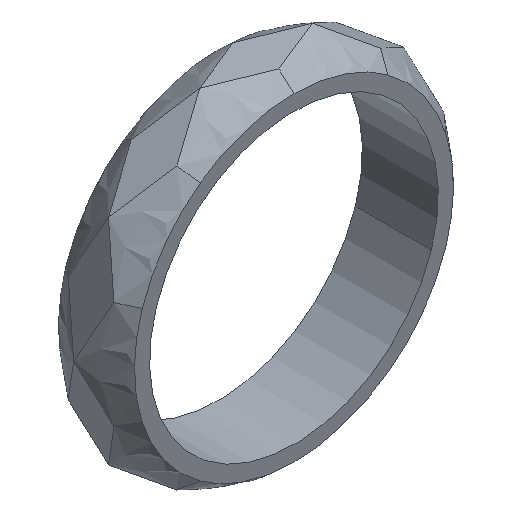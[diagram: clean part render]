
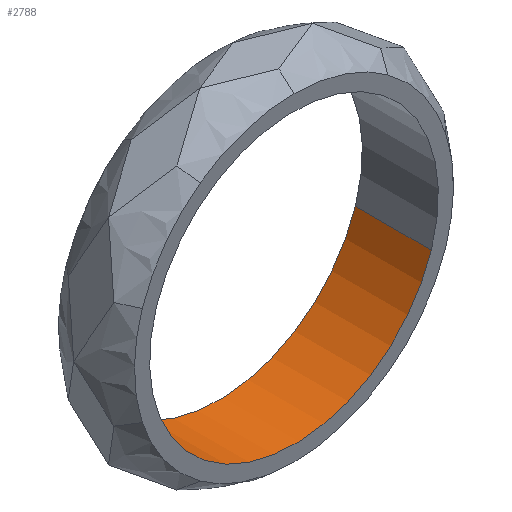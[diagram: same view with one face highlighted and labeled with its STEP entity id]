
A CAD part, isometric view. The second image highlights one B-rep face of the part: STEP entity #2788.
In plain terms, the highlighted cylindrical face has radius 9.5 mm (diameter 19 mm), a partial arc.
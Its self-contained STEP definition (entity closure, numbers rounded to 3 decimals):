
#153 = DIRECTION ( 'NONE',  ( 0., 1., 0. ) ) ;
#235 = LINE ( 'NONE', #404, #2445 ) ;
#362 = VERTEX_POINT ( 'NONE', #3115 ) ;
#395 = VERTEX_POINT ( 'NONE', #1751 ) ;
#404 = CARTESIAN_POINT ( 'NONE',  ( 9.035, 0., -2.936 ) ) ;
#428 = AXIS2_PLACEMENT_3D ( 'NONE', #513, #1459, #2926 ) ;
#431 = ORIENTED_EDGE ( 'NONE', *, *, #872, .F. ) ;
#505 = ORIENTED_EDGE ( 'NONE', *, *, #2155, .F. ) ;
#513 = CARTESIAN_POINT ( 'NONE',  ( 0., -2.5, 0. ) ) ;
#574 = LINE ( 'NONE', #2837, #979 ) ;
#596 = AXIS2_PLACEMENT_3D ( 'NONE', #2685, #1667, #728 ) ;
#687 = CARTESIAN_POINT ( 'NONE',  ( -9.035, 2.5, 2.936 ) ) ;
#728 = DIRECTION ( 'NONE',  ( 0.951, 0., -0.309 ) ) ;
#762 = AXIS2_PLACEMENT_3D ( 'NONE', #2683, #1942, #1465 ) ;
#872 = EDGE_CURVE ( 'NONE', #1351, #2312, #2715, .T. ) ;
#949 = ORIENTED_EDGE ( 'NONE', *, *, #1169, .T. ) ;
#979 = VECTOR ( 'NONE', #153, 1000. ) ;
#1038 = ORIENTED_EDGE ( 'NONE', *, *, #2532, .T. ) ;
#1151 = CARTESIAN_POINT ( 'NONE',  ( 9.035, 2.5, -2.936 ) ) ;
#1169 = EDGE_CURVE ( 'NONE', #395, #2312, #235, .T. ) ;
#1249 = CIRCLE ( 'NONE', #428, 9.5 ) ;
#1351 = VERTEX_POINT ( 'NONE', #687 ) ;
#1440 = FACE_OUTER_BOUND ( 'NONE', #1951, .T. ) ;
#1459 = DIRECTION ( 'NONE',  ( 0., -1., 0. ) ) ;
#1465 = DIRECTION ( 'NONE',  ( 0., 0., 1. ) ) ;
#1667 = DIRECTION ( 'NONE',  ( 0., 1., 0. ) ) ;
#1751 = CARTESIAN_POINT ( 'NONE',  ( 9.035, -2.5, -2.936 ) ) ;
#1835 = DIRECTION ( 'NONE',  ( 0., 1., 0. ) ) ;
#1942 = DIRECTION ( 'NONE',  ( 0., -1., 0. ) ) ;
#1951 = EDGE_LOOP ( 'NONE', ( #505, #1038, #949, #431 ) ) ;
#2155 = EDGE_CURVE ( 'NONE', #362, #1351, #574, .T. ) ;
#2312 = VERTEX_POINT ( 'NONE', #1151 ) ;
#2445 = VECTOR ( 'NONE', #1835, 1000. ) ;
#2532 = EDGE_CURVE ( 'NONE', #362, #395, #1249, .T. ) ;
#2683 = CARTESIAN_POINT ( 'NONE',  ( 0., 2.5, 0. ) ) ;
#2685 = CARTESIAN_POINT ( 'NONE',  ( 0., 0., 0. ) ) ;
#2715 = CIRCLE ( 'NONE', #762, 9.5 ) ;
#2788 = ADVANCED_FACE ( 'NONE', ( #1440 ), #3147, .F. ) ;
#2837 = CARTESIAN_POINT ( 'NONE',  ( -9.035, 0., 2.936 ) ) ;
#2926 = DIRECTION ( 'NONE',  ( 0., 0., -1. ) ) ;
#3115 = CARTESIAN_POINT ( 'NONE',  ( -9.035, -2.5, 2.936 ) ) ;
#3147 = CYLINDRICAL_SURFACE ( 'NONE', #596, 9.5 ) ;
